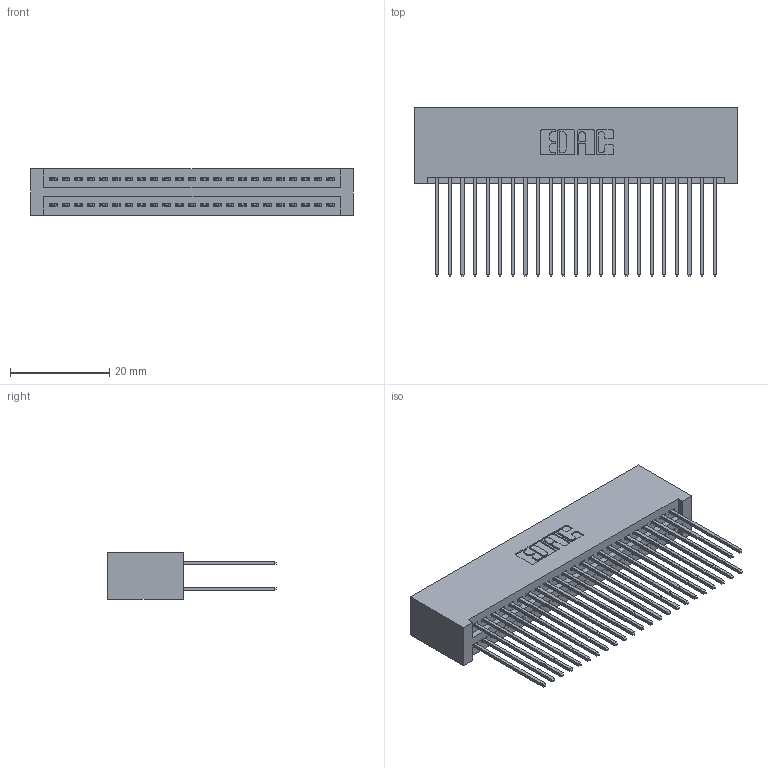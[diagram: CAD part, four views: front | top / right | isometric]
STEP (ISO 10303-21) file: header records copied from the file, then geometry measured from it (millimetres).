
FILE_DESCRIPTION (( 'STEP AP203' ), '1' );
FILE_NAME ('345-046-541-201.STEP', '2018-09-09T23:52:59', ( '' ), ( '' ), 'SwSTEP 2.0', 'SolidWorks 2016', '' );
FILE_SCHEMA (( 'CONFIG_CONTROL_DESIGN' ));
Length unit declared in the file: inch
Products named in the file (3): 345 Part_No Mounting Lugs; 345-292-001_345-293-141; 345-046-541-201
Assembly tree (47 placements, depth 2):
  345-046-541-201
    345 Part_No Mounting Lugs
    345-292-001_345-293-141  x46
Bounding box: 65.02 x 33.96 x 9.4 mm (x, y, z)
Volume: 7019.9 mm3; surface area: 11552.5 mm2
Topology: 47 solids, 47 shells, 2418 faces, 7171 edges, 4718 vertices
Faces by surface type: plane 1594, cylinder 824
Entity records: 20345 total; most frequent: CARTESIAN_POINT 3428, ORIENTED_EDGE 3362, DIRECTION 3041, EDGE_CURVE 1681, LINE 1465, VECTOR 1465, VERTEX_POINT 1118, AXIS2_PLACEMENT_3D 788
